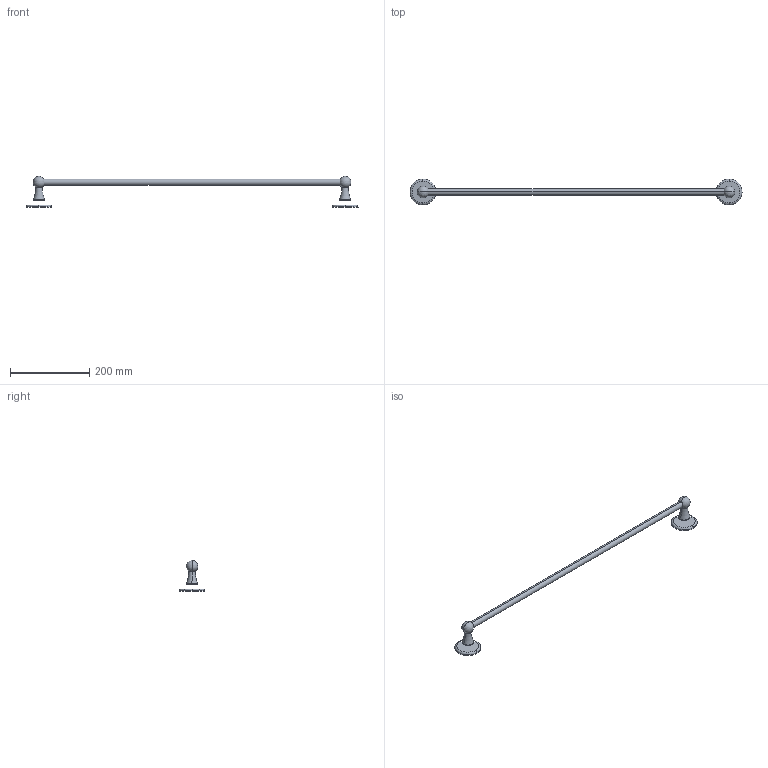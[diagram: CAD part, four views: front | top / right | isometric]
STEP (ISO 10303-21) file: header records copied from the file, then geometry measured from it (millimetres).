
FILE_DESCRIPTION((''),'2;1');
FILE_NAME('75-03_SW0001','2010-11-11T',('project'),(''),'PRO/ENGINEER BY PARAMETRIC TECHNOLOGY CORPORATION, 2009300','PRO/ENGINEER BY PARAMETRIC TECHNOLOGY CORPORATION, 2009300','');
FILE_SCHEMA(('CONFIG_CONTROL_DESIGN'));
Length unit declared in the file: inch
Products named in the file (1): 75-03_SW0001
Bounding box: 835.8 x 65.15 x 78.98 mm (x, y, z)
Surface area: 56407.2 mm2 (no closed solid volume)
Topology: 0 solids, 9 shells, 22 faces, 70 edges, 46 vertices
Faces by surface type: torus 12, sphere 4, plane 4, cylinder 2
Entity records: 866 total; most frequent: CARTESIAN_POINT 222, DIRECTION 154, ORIENTED_EDGE 94, AXIS2_PLACEMENT_3D 76, EDGE_CURVE 66, CIRCLE 54, VERTEX_POINT 46, EDGE_LOOP 22
